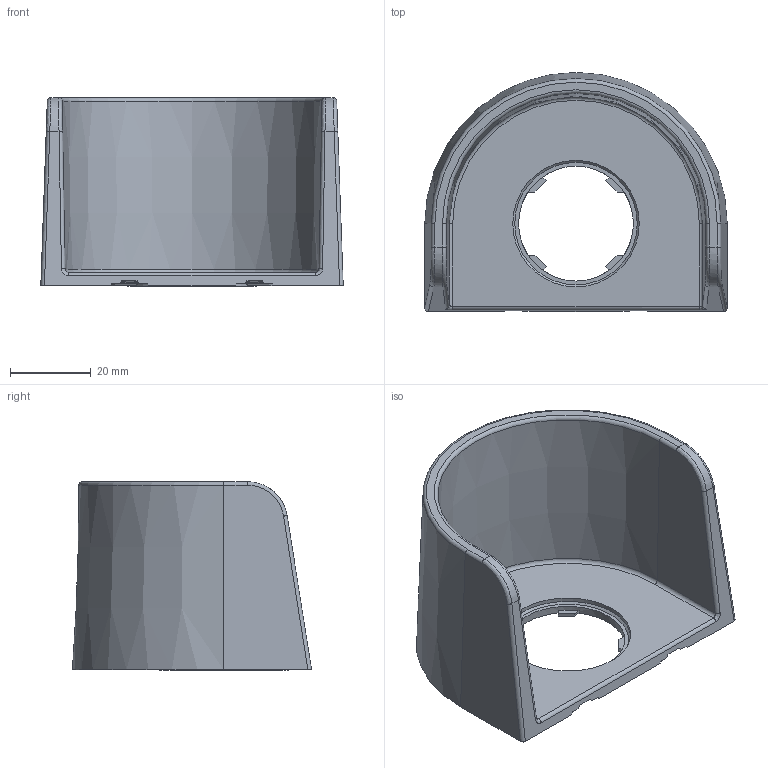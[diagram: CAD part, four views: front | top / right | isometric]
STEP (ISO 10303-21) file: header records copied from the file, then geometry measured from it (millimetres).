
FILE_DESCRIPTION(/* description */ (''),/* implementation_level */ '2;1');
FILE_NAME(/* name */ 'LPXAU159_CATALOG.stp',/* time_stamp */ '2020-09-08T15:44:22+02:00',/* author */ (''),/* organization */ (''),/* preprocessor_version */ 'ST-DEVELOPER v16',/* originating_system */ 'SIEMENS PLM Software NX 10.0',/* authorisation */ '');
FILE_SCHEMA (('AP203_CONFIGURATION_CONTROLLED_3D_DESIGN_OF_MECHANICAL_PARTS_AND_ASSEMBLIES_MIM_LF { 1 0 10303 403 2 1 2}'));
Length unit declared in the file: millimetre
Products named in the file (1): LPXAU159_CATALOG
Bounding box: 75.05 x 59.34 x 46.8 mm (x, y, z)
Surface area: 26906.7 mm2 (no closed solid volume)
Topology: 0 solids, 1 shells, 133 faces, 346 edges, 220 vertices
Faces by surface type: plane 65, cylinder 42, cone 10, torus 10, bspline 6
Full cylindrical faces by diameter (mm): 28.5 x1, 31.4 x1
Entity records: 4555 total; most frequent: CARTESIAN_POINT 1220, ORIENTED_EDGE 678, DIRECTION 669, EDGE_CURVE 339, AXIS2_PLACEMENT_3D 231, VERTEX_POINT 217, LINE 207, VECTOR 207
